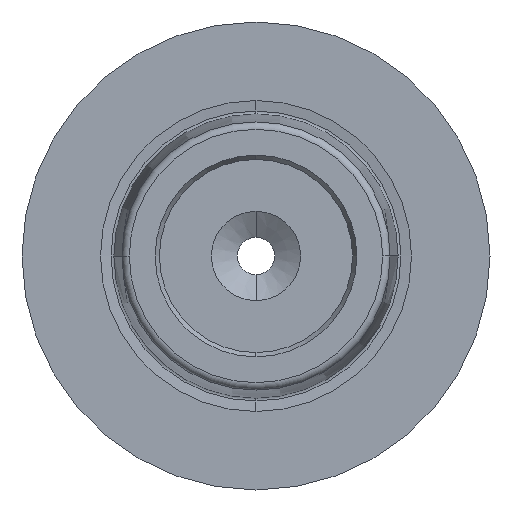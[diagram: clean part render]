
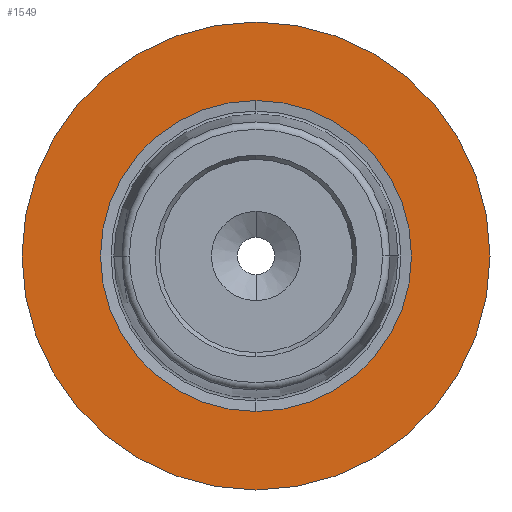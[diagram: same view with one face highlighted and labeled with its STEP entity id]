
A CAD part, left-side view. The second image highlights one B-rep face of the part: STEP entity #1549.
In plain terms, the highlighted planar face has unit normal (-1, 0, 0).
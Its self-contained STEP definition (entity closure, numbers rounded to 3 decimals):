
#67 = AXIS2_PLACEMENT_3D ( 'NONE', #443, #421, #402 ) ;
#140 = DIRECTION ( 'NONE',  ( 0., 0., 1. ) ) ;
#255 = CIRCLE ( 'NONE', #67, 20.93 ) ;
#296 = FACE_OUTER_BOUND ( 'NONE', #4126, .T. ) ;
#402 = DIRECTION ( 'NONE',  ( 0., 0., 1. ) ) ;
#421 = DIRECTION ( 'NONE',  ( -1., 0., 0. ) ) ;
#443 = CARTESIAN_POINT ( 'NONE',  ( 0., 0., 0. ) ) ;
#572 = DIRECTION ( 'NONE',  ( 1., 0., 0. ) ) ;
#895 = CARTESIAN_POINT ( 'NONE',  ( 0., 0., -31.5 ) ) ;
#1320 = DIRECTION ( 'NONE',  ( 0., 0., 1. ) ) ;
#1333 = VERTEX_POINT ( 'NONE', #895 ) ;
#1342 = DIRECTION ( 'NONE',  ( -1., 0., 0. ) ) ;
#1357 = CARTESIAN_POINT ( 'NONE',  ( 0., 0., 0. ) ) ;
#1549 = ADVANCED_FACE ( 'NONE', ( #296, #1874 ), #4943, .F. ) ;
#1706 = EDGE_CURVE ( 'NONE', #3276, #1333, #2648, .T. ) ;
#1874 = FACE_BOUND ( 'NONE', #4115, .T. ) ;
#1934 = AXIS2_PLACEMENT_3D ( 'NONE', #1357, #1342, #1320 ) ;
#1978 = CARTESIAN_POINT ( 'NONE',  ( 0., 0., 20.93 ) ) ;
#2030 = CARTESIAN_POINT ( 'NONE',  ( 0., 0., -20.93 ) ) ;
#2134 = AXIS2_PLACEMENT_3D ( 'NONE', #5277, #2301, #140 ) ;
#2211 = DIRECTION ( 'NONE',  ( -1., 0., 0. ) ) ;
#2301 = DIRECTION ( 'NONE',  ( -1., 0., 0. ) ) ;
#2493 = CARTESIAN_POINT ( 'NONE',  ( 0., 0., 31.5 ) ) ;
#2648 = CIRCLE ( 'NONE', #2134, 31.5 ) ;
#2660 = CIRCLE ( 'NONE', #5571, 31.5 ) ;
#2836 = EDGE_CURVE ( 'NONE', #3908, #3326, #4159, .T. ) ;
#3276 = VERTEX_POINT ( 'NONE', #2493 ) ;
#3326 = VERTEX_POINT ( 'NONE', #1978 ) ;
#3532 = ORIENTED_EDGE ( 'NONE', *, *, #2836, .F. ) ;
#3819 = ORIENTED_EDGE ( 'NONE', *, *, #5745, .T. ) ;
#3908 = VERTEX_POINT ( 'NONE', #2030 ) ;
#4022 = ORIENTED_EDGE ( 'NONE', *, *, #4180, .F. ) ;
#4115 = EDGE_LOOP ( 'NONE', ( #4022, #3532 ) ) ;
#4126 = EDGE_LOOP ( 'NONE', ( #4585, #3819 ) ) ;
#4159 = CIRCLE ( 'NONE', #1934, 20.93 ) ;
#4180 = EDGE_CURVE ( 'NONE', #3326, #3908, #255, .T. ) ;
#4585 = ORIENTED_EDGE ( 'NONE', *, *, #1706, .T. ) ;
#4761 = DIRECTION ( 'NONE',  ( 0., 0., -1. ) ) ;
#4943 = PLANE ( 'NONE',  #5660 ) ;
#5161 = CARTESIAN_POINT ( 'NONE',  ( 0., 0., 0. ) ) ;
#5277 = CARTESIAN_POINT ( 'NONE',  ( 0., 0., 0. ) ) ;
#5571 = AXIS2_PLACEMENT_3D ( 'NONE', #5161, #2211, #5640 ) ;
#5640 = DIRECTION ( 'NONE',  ( 0., 0., 1. ) ) ;
#5660 = AXIS2_PLACEMENT_3D ( 'NONE', #5995, #572, #4761 ) ;
#5745 = EDGE_CURVE ( 'NONE', #1333, #3276, #2660, .T. ) ;
#5995 = CARTESIAN_POINT ( 'NONE',  ( 0., 0., 0. ) ) ;
